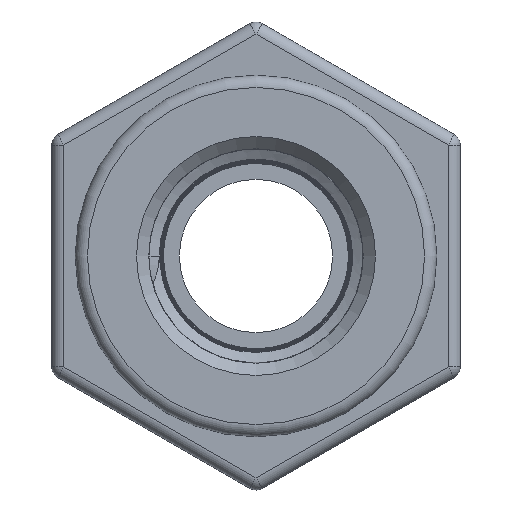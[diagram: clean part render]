
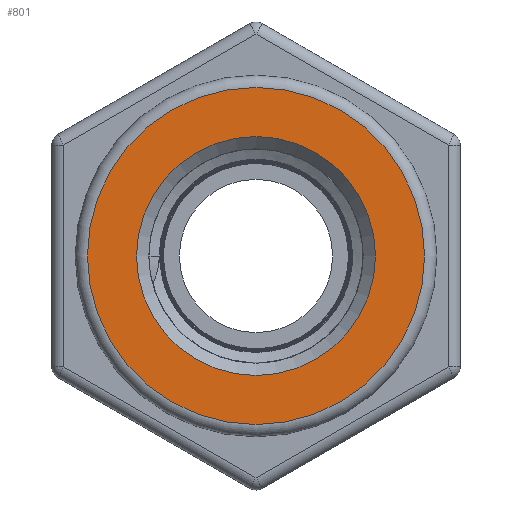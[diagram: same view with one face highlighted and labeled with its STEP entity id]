
A CAD part, left-side view. The second image highlights one B-rep face of the part: STEP entity #801.
In plain terms, the highlighted planar face has unit normal (-1, 0, 0).
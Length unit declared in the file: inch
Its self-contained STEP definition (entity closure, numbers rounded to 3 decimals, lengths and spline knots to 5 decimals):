
#139=PLANE($,#873);
#183=FACE_BOUND($,#263,.T.);
#184=FACE_BOUND($,#264,.T.);
#263=EDGE_LOOP($,(#579));
#264=EDGE_LOOP($,(#580));
#333=CIRCLE($,#869,0.825);
#336=CIRCLE($,#874,0.585);
#391=VERTEX_POINT($,#1805);
#394=VERTEX_POINT($,#1813);
#458=EDGE_CURVE($,#391,#391,#333,.T.);
#461=EDGE_CURVE($,#394,#394,#336,.T.);
#579=ORIENTED_EDGE($,*,*,#461,.T.);
#580=ORIENTED_EDGE($,*,*,#458,.F.);
#801=ADVANCED_FACE($,(#183,#184),#139,.T.);
#869=AXIS2_PLACEMENT_3D($,#1806,#988,#989);
#873=AXIS2_PLACEMENT_3D($,#1812,#996,#997);
#874=AXIS2_PLACEMENT_3D($,#1814,#998,#999);
#988=DIRECTION('center_axis',(1.,0.,0.));
#989=DIRECTION('ref_axis',(0.,-1.,0.));
#996=DIRECTION('center_axis',(-1.,0.,0.));
#997=DIRECTION('ref_axis',(0.,0.,1.));
#998=DIRECTION('center_axis',(1.,0.,0.));
#999=DIRECTION('ref_axis',(0.,1.,0.));
#1805=CARTESIAN_POINT('',(0.,0.825,0.));
#1806=CARTESIAN_POINT('Origin',(0.,0.,0.));
#1812=CARTESIAN_POINT('Origin',(0.,0.735,0.));
#1813=CARTESIAN_POINT('',(0.,0.585,0.));
#1814=CARTESIAN_POINT('Origin',(0.,0.,0.));
